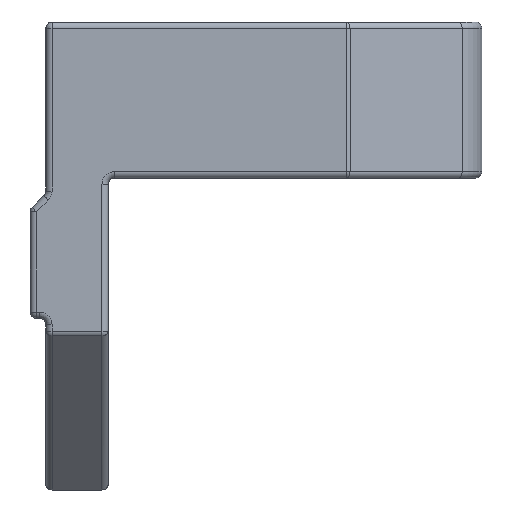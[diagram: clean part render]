
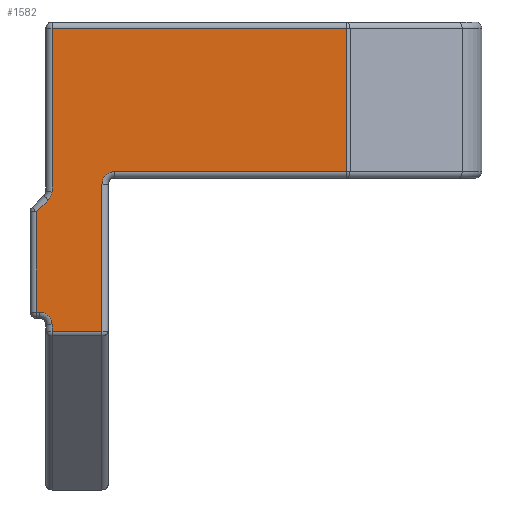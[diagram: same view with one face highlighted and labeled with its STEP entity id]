
A CAD part, front view. The second image highlights one B-rep face of the part: STEP entity #1582.
In plain terms, the highlighted planar face has unit normal (0, -1, 0).
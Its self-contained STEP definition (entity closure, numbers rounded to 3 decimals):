
#125=LINE('',#2618,#223);
#129=LINE('',#2662,#227);
#130=LINE('',#2678,#228);
#135=LINE('',#2711,#233);
#138=LINE('',#2735,#236);
#140=LINE('',#2738,#238);
#154=LINE('',#2795,#252);
#165=LINE('',#2820,#263);
#169=LINE('',#2827,#267);
#173=LINE('',#2834,#271);
#223=VECTOR('',#2063,10.);
#227=VECTOR('',#2119,10.);
#228=VECTOR('',#2140,10.);
#233=VECTOR('',#2183,10.);
#236=VECTOR('',#2214,10.);
#238=VECTOR('',#2218,10.);
#252=VECTOR('',#2292,10.);
#263=VECTOR('',#2327,10.);
#267=VECTOR('',#2337,10.);
#271=VECTOR('',#2347,10.);
#296=PLANE('',#1828);
#398=FACE_OUTER_BOUND('',#508,.T.);
#508=EDGE_LOOP('',(#1393,#1394,#1395,#1396,#1397,#1398,#1399,#1400,#1401,
#1402,#1403,#1404,#1405));
#560=CIRCLE('',#1666,0.8);
#596=CIRCLE('',#1722,0.8);
#601=CIRCLE('',#1730,0.8);
#707=VERTEX_POINT('',#2560);
#708=VERTEX_POINT('',#2562);
#712=VERTEX_POINT('',#2573);
#717=VERTEX_POINT('',#2586);
#724=VERTEX_POINT('',#2614);
#730=VERTEX_POINT('',#2630);
#737=VERTEX_POINT('',#2655);
#738=VERTEX_POINT('',#2657);
#742=VERTEX_POINT('',#2671);
#743=VERTEX_POINT('',#2672);
#749=VERTEX_POINT('',#2697);
#751=VERTEX_POINT('',#2702);
#759=VERTEX_POINT('',#2730);
#846=EDGE_CURVE('',#707,#708,#560,.T.);
#874=EDGE_CURVE('',#712,#724,#125,.T.);
#893=EDGE_CURVE('',#737,#738,#596,.T.);
#896=EDGE_CURVE('',#724,#737,#129,.T.);
#900=EDGE_CURVE('',#742,#743,#601,.T.);
#904=EDGE_CURVE('',#743,#730,#130,.T.);
#921=EDGE_CURVE('',#738,#751,#135,.T.);
#934=EDGE_CURVE('',#751,#759,#138,.T.);
#936=EDGE_CURVE('',#759,#749,#140,.T.);
#965=EDGE_CURVE('',#749,#742,#154,.T.);
#979=EDGE_CURVE('',#730,#717,#165,.T.);
#983=EDGE_CURVE('',#717,#707,#169,.T.);
#987=EDGE_CURVE('',#708,#712,#173,.T.);
#1393=ORIENTED_EDGE('',*,*,#900,.F.);
#1394=ORIENTED_EDGE('',*,*,#965,.F.);
#1395=ORIENTED_EDGE('',*,*,#936,.F.);
#1396=ORIENTED_EDGE('',*,*,#934,.F.);
#1397=ORIENTED_EDGE('',*,*,#921,.F.);
#1398=ORIENTED_EDGE('',*,*,#893,.F.);
#1399=ORIENTED_EDGE('',*,*,#896,.F.);
#1400=ORIENTED_EDGE('',*,*,#874,.F.);
#1401=ORIENTED_EDGE('',*,*,#987,.F.);
#1402=ORIENTED_EDGE('',*,*,#846,.F.);
#1403=ORIENTED_EDGE('',*,*,#983,.F.);
#1404=ORIENTED_EDGE('',*,*,#979,.F.);
#1405=ORIENTED_EDGE('',*,*,#904,.F.);
#1582=ADVANCED_FACE('',(#398),#296,.T.);
#1666=AXIS2_PLACEMENT_3D('',#2563,#1991,#1992);
#1722=AXIS2_PLACEMENT_3D('',#2658,#2112,#2113);
#1730=AXIS2_PLACEMENT_3D('',#2673,#2130,#2131);
#1828=AXIS2_PLACEMENT_3D('',#2860,#2384,#2385);
#1991=DIRECTION('center_axis',(0.,-1.,0.));
#1992=DIRECTION('ref_axis',(0.707,0.,0.707));
#2063=DIRECTION('',(0.,0.,1.));
#2112=DIRECTION('center_axis',(0.,-1.,0.));
#2113=DIRECTION('ref_axis',(0.924,0.,-0.383));
#2119=DIRECTION('',(0.707,0.,0.707));
#2130=DIRECTION('center_axis',(0.,-1.,0.));
#2131=DIRECTION('ref_axis',(-0.707,0.,0.707));
#2140=DIRECTION('',(0.,0.,-1.));
#2183=DIRECTION('',(0.,0.,1.));
#2214=DIRECTION('',(1.,0.,0.));
#2218=DIRECTION('',(0.,0.,-1.));
#2292=DIRECTION('',(-1.,0.,0.));
#2327=DIRECTION('',(-1.,0.,0.));
#2337=DIRECTION('',(0.,0.,1.));
#2347=DIRECTION('',(-1.,0.,0.));
#2384=DIRECTION('center_axis',(0.,-1.,0.));
#2385=DIRECTION('ref_axis',(-1.,0.,0.));
#2560=CARTESIAN_POINT('',(-19.,-41.,-19.4));
#2562=CARTESIAN_POINT('',(-19.8,-41.,-18.6));
#2563=CARTESIAN_POINT('Origin',(-19.8,-41.,-19.4));
#2573=CARTESIAN_POINT('',(-20.,-41.,-18.6));
#2586=CARTESIAN_POINT('',(-19.,-41.,-19.834));
#2614=CARTESIAN_POINT('',(-20.,-41.,-12.166));
#2618=CARTESIAN_POINT('',(-20.,-41.,-9.5));
#2630=CARTESIAN_POINT('',(-15.8,-41.,-19.834));
#2655=CARTESIAN_POINT('',(-19.234,-41.,-11.4));
#2657=CARTESIAN_POINT('',(-19.,-41.,-10.834));
#2658=CARTESIAN_POINT('Origin',(-19.8,-41.,-10.834));
#2662=CARTESIAN_POINT('',(-15.617,-41.,-7.783));
#2671=CARTESIAN_POINT('',(-15.,-41.,-9.6));
#2672=CARTESIAN_POINT('',(-15.8,-41.,-10.4));
#2673=CARTESIAN_POINT('Origin',(-15.,-41.,-10.4));
#2678=CARTESIAN_POINT('',(-15.8,-41.,0.));
#2697=CARTESIAN_POINT('',(-0.127,-41.,-9.6));
#2702=CARTESIAN_POINT('',(-19.,-41.,-0.4));
#2711=CARTESIAN_POINT('',(-19.,-41.,0.));
#2730=CARTESIAN_POINT('',(-0.127,-41.,-0.4));
#2735=CARTESIAN_POINT('',(-16.4,-41.,-0.4));
#2738=CARTESIAN_POINT('',(-0.127,-41.,0.));
#2795=CARTESIAN_POINT('',(-7.8,-41.,-9.6));
#2820=CARTESIAN_POINT('',(-15.9,-41.,-19.834));
#2827=CARTESIAN_POINT('',(-19.,-41.,0.));
#2834=CARTESIAN_POINT('',(-17.4,-41.,-18.6));
#2860=CARTESIAN_POINT('Origin',(-15.4,-41.,0.));
